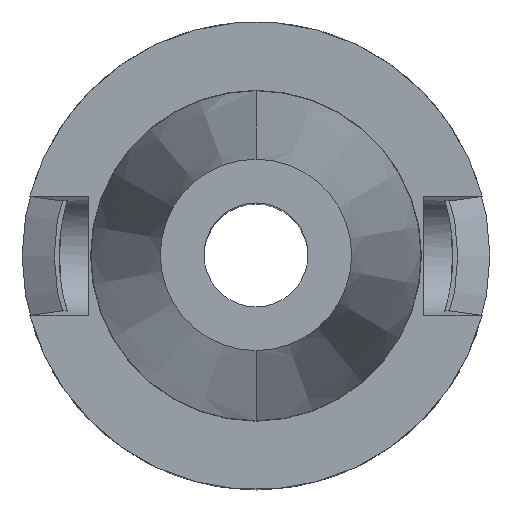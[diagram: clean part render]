
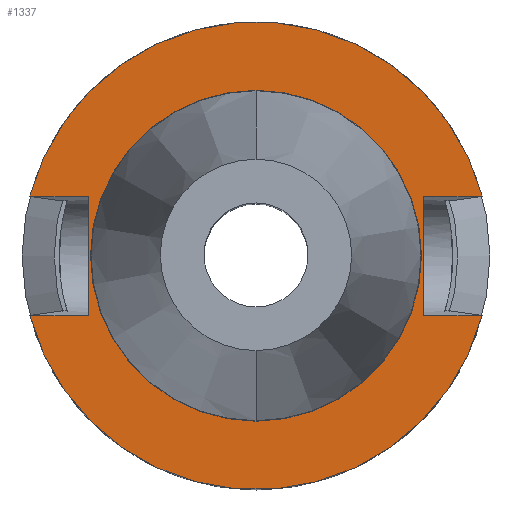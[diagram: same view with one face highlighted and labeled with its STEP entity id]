
A CAD part, top view. The second image highlights one B-rep face of the part: STEP entity #1337.
In plain terms, the highlighted planar face has unit normal (0, 0, 1).
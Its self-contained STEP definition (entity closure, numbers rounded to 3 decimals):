
#227=CARTESIAN_POINT('',(0.,0.,-2.));
#228=DIRECTION('',(0.,0.,1.));
#229=DIRECTION('',(0.967,0.256,0.));
#230=AXIS2_PLACEMENT_3D('',#227,#228,#229);
#242=CARTESIAN_POINT('',(0.,0.,-2.));
#243=DIRECTION('',(0.,0.,1.));
#244=DIRECTION('',(-0.967,-0.256,0.));
#245=AXIS2_PLACEMENT_3D('',#242,#243,#244);
#437=DIRECTION('',(0.,1.,0.));
#438=VECTOR('',#437,16.1);
#439=CARTESIAN_POINT('',(-22.6,-8.05,-2.));
#440=LINE('',#439,#438);
#444=DIRECTION('',(1.,0.,0.));
#445=VECTOR('',#444,7.854);
#446=CARTESIAN_POINT('',(-30.454,8.05,-2.));
#447=LINE('',#446,#445);
#451=DIRECTION('',(-1.,0.,0.));
#452=VECTOR('',#451,7.854);
#453=CARTESIAN_POINT('',(30.454,8.05,-2.));
#454=LINE('',#453,#452);
#458=DIRECTION('',(0.,1.,0.));
#459=VECTOR('',#458,16.1);
#460=CARTESIAN_POINT('',(22.6,-8.05,-2.));
#461=LINE('',#460,#459);
#465=DIRECTION('',(-1.,0.,0.));
#466=VECTOR('',#465,7.854);
#467=CARTESIAN_POINT('',(30.454,-8.05,-2.));
#468=LINE('',#467,#466);
#472=DIRECTION('',(1.,0.,0.));
#473=VECTOR('',#472,7.854);
#474=CARTESIAN_POINT('',(-30.454,-8.05,-2.));
#475=LINE('',#474,#473);
#493=CARTESIAN_POINT('',(0.,0.,-2.));
#494=DIRECTION('',(0.,0.,1.));
#495=DIRECTION('',(0.,1.,0.));
#496=AXIS2_PLACEMENT_3D('',#493,#494,#495);
#501=CARTESIAN_POINT('',(0.,0.,-2.));
#502=DIRECTION('',(0.,0.,-1.));
#503=DIRECTION('',(0.,1.,0.));
#504=AXIS2_PLACEMENT_3D('',#501,#502,#503);
#863=CARTESIAN_POINT('',(0.,22.162,-2.));
#865=VERTEX_POINT('',#863);
#873=CARTESIAN_POINT('',(0.,-22.162,-2.));
#875=VERTEX_POINT('',#873);
#915=CARTESIAN_POINT('',(30.454,8.05,-2.));
#917=VERTEX_POINT('',#915);
#919=CARTESIAN_POINT('',(30.454,-8.05,-2.));
#921=VERTEX_POINT('',#919);
#923=CARTESIAN_POINT('',(22.6,-8.05,-2.));
#924=CARTESIAN_POINT('',(22.6,8.05,-2.));
#925=VERTEX_POINT('',#923);
#926=VERTEX_POINT('',#924);
#935=CARTESIAN_POINT('',(-30.454,8.05,-2.));
#937=VERTEX_POINT('',#935);
#939=CARTESIAN_POINT('',(-30.454,-8.05,-2.));
#941=VERTEX_POINT('',#939);
#943=CARTESIAN_POINT('',(-22.6,-8.05,-2.));
#944=CARTESIAN_POINT('',(-22.6,8.05,-2.));
#945=VERTEX_POINT('',#943);
#946=VERTEX_POINT('',#944);
#1313=CARTESIAN_POINT('',(0.,0.,-2.));
#1314=DIRECTION('',(0.,0.,-1.));
#1315=DIRECTION('',(0.,-1.,0.));
#1316=AXIS2_PLACEMENT_3D('',#1313,#1314,#1315);
#1317=PLANE('',#1316);
#1319=ORIENTED_EDGE('',*,*,#1318,.T.);
#1320=ORIENTED_EDGE('',*,*,#1160,.F.);
#1321=ORIENTED_EDGE('',*,*,#1181,.F.);
#1322=ORIENTED_EDGE('',*,*,#1294,.T.);
#1323=ORIENTED_EDGE('',*,*,#1304,.F.);
#1325=ORIENTED_EDGE('',*,*,#1324,.F.);
#1326=ORIENTED_EDGE('',*,*,#1193,.F.);
#1328=ORIENTED_EDGE('',*,*,#1327,.T.);
#1329=EDGE_LOOP('',(#1319,#1320,#1321,#1322,#1323,#1325,#1326,#1328));
#1330=FACE_OUTER_BOUND('',#1329,.F.);
#1332=ORIENTED_EDGE('',*,*,#1331,.T.);
#1334=ORIENTED_EDGE('',*,*,#1333,.F.);
#1335=EDGE_LOOP('',(#1332,#1334));
#1336=FACE_BOUND('',#1335,.F.);
#231=CIRCLE('',#230,31.5);
#246=CIRCLE('',#245,31.5);
#497=CIRCLE('',#496,22.162);
#505=CIRCLE('',#504,22.162);
#1160=EDGE_CURVE('',#937,#946,#447,.T.);
#1181=EDGE_CURVE('',#917,#937,#231,.T.);
#1193=EDGE_CURVE('',#941,#921,#246,.T.);
#1294=EDGE_CURVE('',#917,#926,#454,.T.);
#1304=EDGE_CURVE('',#925,#926,#461,.T.);
#1318=EDGE_CURVE('',#945,#946,#440,.T.);
#1324=EDGE_CURVE('',#921,#925,#468,.T.);
#1327=EDGE_CURVE('',#941,#945,#475,.T.);
#1331=EDGE_CURVE('',#865,#875,#497,.T.);
#1333=EDGE_CURVE('',#865,#875,#505,.T.);
#1337=ADVANCED_FACE('',(#1330,#1336),#1317,.F.);
